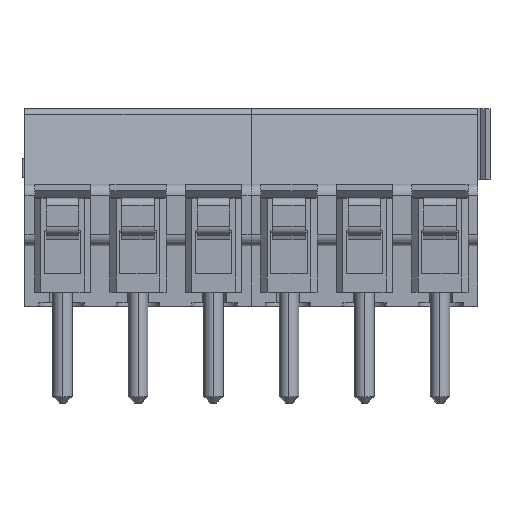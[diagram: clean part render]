
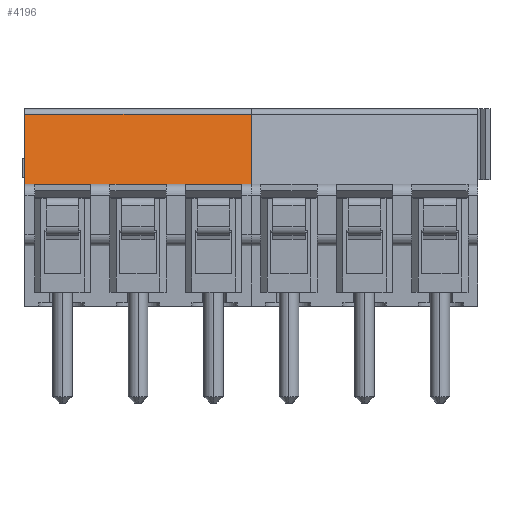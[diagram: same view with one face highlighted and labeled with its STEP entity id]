
A CAD part, front view. The second image highlights one B-rep face of the part: STEP entity #4196.
In plain terms, the highlighted planar face has unit normal (0, -0.985, 0.174).
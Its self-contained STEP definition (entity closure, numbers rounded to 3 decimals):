
#4196=ADVANCED_FACE('',(#8547),#8548,.F.);
#8547=FACE_OUTER_BOUND('',#13020,.T.);
#8548=PLANE('',#13021);
#13020=EDGE_LOOP('',(#26473,#26474,#26475,#26476));
#13021=AXIS2_PLACEMENT_3D('',#26477,#26478,#26479);
#26473=ORIENTED_EDGE('',*,*,#32616,.F.);
#26474=ORIENTED_EDGE('',*,*,#31007,.F.);
#26475=ORIENTED_EDGE('',*,*,#32614,.T.);
#26476=ORIENTED_EDGE('',*,*,#32560,.F.);
#26477=CARTESIAN_POINT('',(5.577,0.562,6.));
#26478=DIRECTION('',(0.0,0.985,-0.174));
#26479=DIRECTION('',(0.0,0.174,0.985));
#31007=EDGE_CURVE('',#38329,#38331,#38332,.T.);
#32560=EDGE_CURVE('',#40616,#40618,#40619,.T.);
#32614=EDGE_CURVE('',#38329,#40618,#40698,.T.);
#32616=EDGE_CURVE('',#38331,#40616,#40700,.T.);
#38329=VERTEX_POINT('',#49577);
#38331=VERTEX_POINT('',#49580);
#38332=LINE('',#49581,#49582);
#40616=VERTEX_POINT('',#53068);
#40618=VERTEX_POINT('',#53070);
#40619=LINE('',#53071,#53072);
#40698=LINE('',#53185,#53186);
#40700=LINE('',#53188,#53189);
#49577=CARTESIAN_POINT('',(0.,0.5,5.65));
#49580=CARTESIAN_POINT('',(0.,1.073,8.902));
#49581=CARTESIAN_POINT('',(0.,0.198,3.938));
#49582=VECTOR('',#57674,1.0);
#53068=CARTESIAN_POINT('',(10.5,1.073,8.902));
#53070=CARTESIAN_POINT('',(10.5,0.5,5.65));
#53071=CARTESIAN_POINT('',(10.5,0.198,3.938));
#53072=VECTOR('',#59009,1.0);
#53185=CARTESIAN_POINT('',(2.421,0.5,5.65));
#53186=VECTOR('',#59062,1.0);
#53188=CARTESIAN_POINT('',(2.421,1.073,8.902));
#53189=VECTOR('',#59063,1.0);
#57674=DIRECTION('',(0.0,0.174,0.985));
#59009=DIRECTION('',(0.0,-0.174,-0.985));
#59062=DIRECTION('',(1.0,0.0,0.0));
#59063=DIRECTION('',(1.0,0.0,0.0));
